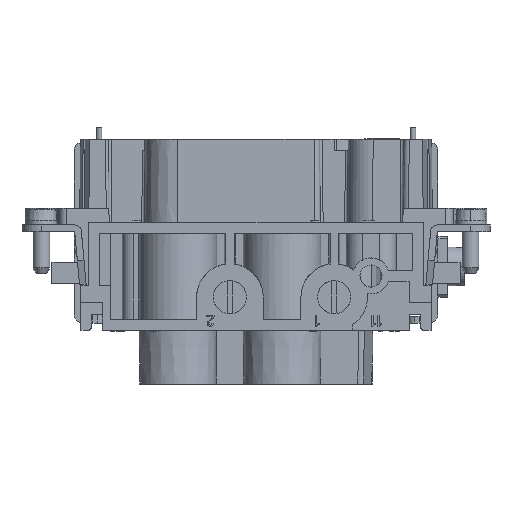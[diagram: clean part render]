
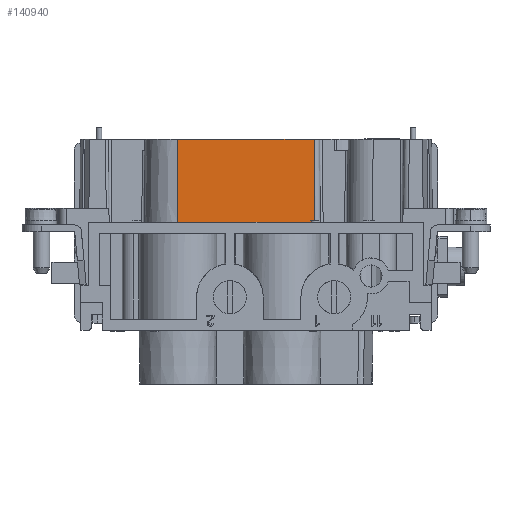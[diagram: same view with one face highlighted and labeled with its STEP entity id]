
A CAD part, left-side view. The second image highlights one B-rep face of the part: STEP entity #140940.
In plain terms, the highlighted planar face has unit normal (-1, 0, 0.009).
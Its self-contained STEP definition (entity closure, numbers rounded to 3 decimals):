
#139650=CARTESIAN_POINT('',(11.5,74.5,29.2));
#139660=DIRECTION('',(0.009,0.,1.));
#139670=VECTOR('',#139660,1.);
#139680=LINE('',#139650,#139670);
#139690=CARTESIAN_POINT('',(11.5,74.5,29.2));
#139700=VERTEX_POINT('',#139690);
#139710=CARTESIAN_POINT('',(11.631,74.5,44.2));
#139720=VERTEX_POINT('',#139710);
#139730=EDGE_CURVE('',#139700,#139720,#139680,.T.);
#140640=CARTESIAN_POINT('',(11.5,0.,29.2));
#140650=DIRECTION('',(1.,0.,-0.009));
#140660=DIRECTION('',(0.,-1.,0.));
#140670=AXIS2_PLACEMENT_3D('',#140640,#140650,#140660);
#140680=PLANE('',#140670);
#140690=CARTESIAN_POINT('',(11.631,0.,44.2));
#140700=DIRECTION('',(0.,1.,0.));
#140710=VECTOR('',#140700,1.);
#140720=LINE('',#140690,#140710);
#140730=CARTESIAN_POINT('',(11.631,49.931,44.2));
#140740=VERTEX_POINT('',#140730);
#140750=EDGE_CURVE('',#140740,#139720,#140720,.T.);
#140760=ORIENTED_EDGE('',*,*,#140750,.T.);
#140770=CARTESIAN_POINT('',(11.245,49.545,
0.009));
#140780=DIRECTION('',(-0.009,-0.009,
-1.));
#140790=VECTOR('',#140780,1.);
#140800=LINE('',#140770,#140790);
#140810=CARTESIAN_POINT('',(11.5,49.8,29.2));
#140820=VERTEX_POINT('',#140810);
#140830=EDGE_CURVE('',#140740,#140820,#140800,.T.);
#140840=ORIENTED_EDGE('',*,*,#140830,.F.);
#140850=CARTESIAN_POINT('',(11.5,0.,29.2));
#140860=DIRECTION('',(0.,1.,0.));
#140870=VECTOR('',#140860,1.);
#140880=LINE('',#140850,#140870);
#140890=EDGE_CURVE('',#140820,#139700,#140880,.T.);
#140900=ORIENTED_EDGE('',*,*,#140890,.F.);
#140910=ORIENTED_EDGE('',*,*,#139730,.F.);
#140920=EDGE_LOOP('',(#140910,#140900,#140840,#140760));
#140930=FACE_OUTER_BOUND('',#140920,.T.);
#140940=ADVANCED_FACE('',(#140930),#140680,.F.);
